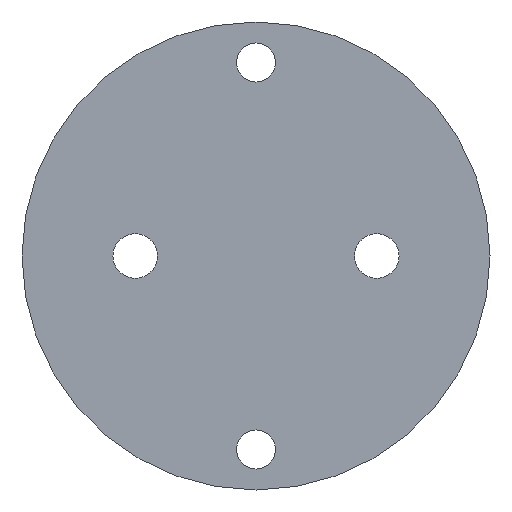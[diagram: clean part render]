
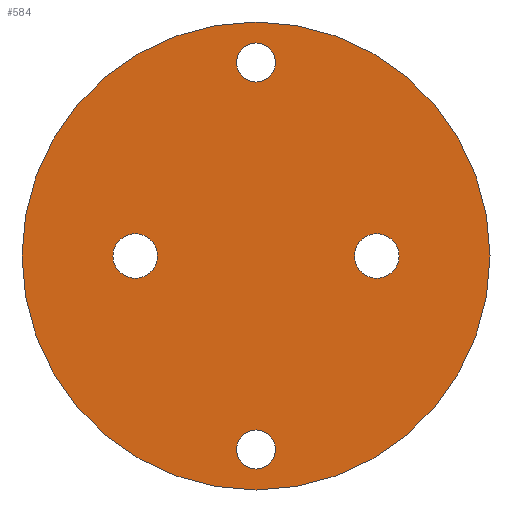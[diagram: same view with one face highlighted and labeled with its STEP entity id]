
A CAD part, front view. The second image highlights one B-rep face of the part: STEP entity #584.
In plain terms, the highlighted planar face has unit normal (0, -1, 0).
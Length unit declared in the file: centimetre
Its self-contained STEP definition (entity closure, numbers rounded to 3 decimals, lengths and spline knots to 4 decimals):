
#4 = AXIS2_PLACEMENT_3D ( 'NONE', #570, #382, #39 ) ;
#7 = CARTESIAN_POINT ( 'NONE',  ( -2.1, -0.5, 0.3875 ) ) ;
#8 = CARTESIAN_POINT ( 'NONE',  ( 0., -0.5, 0. ) ) ;
#9 = AXIS2_PLACEMENT_3D ( 'NONE', #446, #503, #62 ) ;
#14 = CARTESIAN_POINT ( 'NONE',  ( 0., -0.5, -3.7055 ) ) ;
#20 = AXIS2_PLACEMENT_3D ( 'NONE', #8, #160, #449 ) ;
#28 = ORIENTED_EDGE ( 'NONE', *, *, #423, .T. ) ;
#31 = ORIENTED_EDGE ( 'NONE', *, *, #182, .T. ) ;
#39 = DIRECTION ( 'NONE',  ( 0., 0., 1. ) ) ;
#44 = EDGE_LOOP ( 'NONE', ( #526, #622 ) ) ;
#45 = AXIS2_PLACEMENT_3D ( 'NONE', #216, #514, #601 ) ;
#47 = EDGE_LOOP ( 'NONE', ( #578, #28 ) ) ;
#51 = CARTESIAN_POINT ( 'NONE',  ( 0., -0.5, -4.07 ) ) ;
#52 = EDGE_CURVE ( 'NONE', #564, #95, #595, .T. ) ;
#57 = AXIS2_PLACEMENT_3D ( 'NONE', #485, #241, #576 ) ;
#59 = DIRECTION ( 'NONE',  ( 0., 1., 0. ) ) ;
#62 = DIRECTION ( 'NONE',  ( 0., 0., 1. ) ) ;
#69 = CARTESIAN_POINT ( 'NONE',  ( 0., -0.5, 3.3655 ) ) ;
#76 = DIRECTION ( 'NONE',  ( 0., 0., 1. ) ) ;
#83 = ORIENTED_EDGE ( 'NONE', *, *, #135, .T. ) ;
#93 = CARTESIAN_POINT ( 'NONE',  ( 0., -0.5, -3.0255 ) ) ;
#95 = VERTEX_POINT ( 'NONE', #609 ) ;
#102 = PLANE ( 'NONE',  #453 ) ;
#107 = CARTESIAN_POINT ( 'NONE',  ( 2.1, -0.5, 0.3875 ) ) ;
#111 = FACE_BOUND ( 'NONE', #323, .T. ) ;
#113 = DIRECTION ( 'NONE',  ( 0., 1., 0. ) ) ;
#130 = EDGE_LOOP ( 'NONE', ( #272, #425 ) ) ;
#135 = EDGE_CURVE ( 'NONE', #274, #566, #261, .T. ) ;
#149 = CIRCLE ( 'NONE', #458, 0.34 ) ;
#153 = DIRECTION ( 'NONE',  ( 0., 0., 1. ) ) ;
#156 = CARTESIAN_POINT ( 'NONE',  ( -2.1, -0.5, -0.3875 ) ) ;
#160 = DIRECTION ( 'NONE',  ( 0., 1., 0. ) ) ;
#181 = ORIENTED_EDGE ( 'NONE', *, *, #268, .T. ) ;
#182 = EDGE_CURVE ( 'NONE', #308, #475, #149, .T. ) ;
#188 = CIRCLE ( 'NONE', #20, 4.07 ) ;
#197 = CIRCLE ( 'NONE', #57, 0.3875 ) ;
#204 = CARTESIAN_POINT ( 'NONE',  ( 0., -0.5, 3.7055 ) ) ;
#209 = CARTESIAN_POINT ( 'NONE',  ( 0., -0.5, 3.3655 ) ) ;
#210 = DIRECTION ( 'NONE',  ( 0., 1., 0. ) ) ;
#216 = CARTESIAN_POINT ( 'NONE',  ( 0., -0.5, 0. ) ) ;
#231 = CARTESIAN_POINT ( 'NONE',  ( 0., -0.5, 3.0255 ) ) ;
#232 = AXIS2_PLACEMENT_3D ( 'NONE', #515, #365, #76 ) ;
#234 = CIRCLE ( 'NONE', #588, 0.34 ) ;
#241 = DIRECTION ( 'NONE',  ( 0., 1., 0. ) ) ;
#253 = CARTESIAN_POINT ( 'NONE',  ( 0., -0.5, -3.3655 ) ) ;
#261 = CIRCLE ( 'NONE', #232, 0.3875 ) ;
#268 = EDGE_CURVE ( 'NONE', #475, #308, #511, .T. ) ;
#272 = ORIENTED_EDGE ( 'NONE', *, *, #602, .T. ) ;
#274 = VERTEX_POINT ( 'NONE', #555 ) ;
#307 = DIRECTION ( 'NONE',  ( 0., 1., 0. ) ) ;
#308 = VERTEX_POINT ( 'NONE', #231 ) ;
#310 = DIRECTION ( 'NONE',  ( 0., 0., 1. ) ) ;
#323 = EDGE_LOOP ( 'NONE', ( #31, #181 ) ) ;
#364 = DIRECTION ( 'NONE',  ( 0., 0., 1. ) ) ;
#365 = DIRECTION ( 'NONE',  ( 0., 1., 0. ) ) ;
#382 = DIRECTION ( 'NONE',  ( 0., 1., 0. ) ) ;
#383 = EDGE_CURVE ( 'NONE', #624, #559, #477, .T. ) ;
#400 = DIRECTION ( 'NONE',  ( 0., 0., 1. ) ) ;
#401 = DIRECTION ( 'NONE',  ( 0., 0., 1. ) ) ;
#406 = FACE_BOUND ( 'NONE', #47, .T. ) ;
#421 = CIRCLE ( 'NONE', #9, 0.34 ) ;
#423 = EDGE_CURVE ( 'NONE', #559, #624, #197, .T. ) ;
#424 = VERTEX_POINT ( 'NONE', #93 ) ;
#425 = ORIENTED_EDGE ( 'NONE', *, *, #544, .T. ) ;
#430 = EDGE_CURVE ( 'NONE', #95, #564, #188, .T. ) ;
#436 = CIRCLE ( 'NONE', #541, 0.3875 ) ;
#444 = EDGE_CURVE ( 'NONE', #566, #274, #436, .T. ) ;
#446 = CARTESIAN_POINT ( 'NONE',  ( 0., -0.5, -3.3655 ) ) ;
#449 = DIRECTION ( 'NONE',  ( 0., 0., 1. ) ) ;
#453 = AXIS2_PLACEMENT_3D ( 'NONE', #600, #307, #153 ) ;
#458 = AXIS2_PLACEMENT_3D ( 'NONE', #209, #113, #310 ) ;
#461 = DIRECTION ( 'NONE',  ( 0., 1., 0. ) ) ;
#475 = VERTEX_POINT ( 'NONE', #204 ) ;
#477 = CIRCLE ( 'NONE', #4, 0.3875 ) ;
#484 = AXIS2_PLACEMENT_3D ( 'NONE', #69, #461, #364 ) ;
#485 = CARTESIAN_POINT ( 'NONE',  ( -2.1, -0.5, 0. ) ) ;
#497 = FACE_BOUND ( 'NONE', #517, .T. ) ;
#503 = DIRECTION ( 'NONE',  ( 0., 1., 0. ) ) ;
#511 = CIRCLE ( 'NONE', #484, 0.34 ) ;
#514 = DIRECTION ( 'NONE',  ( 0., 1., 0. ) ) ;
#515 = CARTESIAN_POINT ( 'NONE',  ( 2.1, -0.5, 0. ) ) ;
#517 = EDGE_LOOP ( 'NONE', ( #83, #615 ) ) ;
#526 = ORIENTED_EDGE ( 'NONE', *, *, #430, .F. ) ;
#541 = AXIS2_PLACEMENT_3D ( 'NONE', #549, #59, #401 ) ;
#544 = EDGE_CURVE ( 'NONE', #424, #575, #234, .T. ) ;
#548 = FACE_BOUND ( 'NONE', #130, .T. ) ;
#549 = CARTESIAN_POINT ( 'NONE',  ( 2.1, -0.5, 0. ) ) ;
#555 = CARTESIAN_POINT ( 'NONE',  ( 2.1, -0.5, -0.3875 ) ) ;
#559 = VERTEX_POINT ( 'NONE', #7 ) ;
#564 = VERTEX_POINT ( 'NONE', #51 ) ;
#566 = VERTEX_POINT ( 'NONE', #107 ) ;
#570 = CARTESIAN_POINT ( 'NONE',  ( -2.1, -0.5, 0. ) ) ;
#575 = VERTEX_POINT ( 'NONE', #14 ) ;
#576 = DIRECTION ( 'NONE',  ( 0., 0., 1. ) ) ;
#578 = ORIENTED_EDGE ( 'NONE', *, *, #383, .T. ) ;
#584 = ADVANCED_FACE ( 'NONE', ( #406, #497, #111, #548, #593 ), #102, .F. ) ;
#588 = AXIS2_PLACEMENT_3D ( 'NONE', #253, #210, #400 ) ;
#593 = FACE_OUTER_BOUND ( 'NONE', #44, .T. ) ;
#595 = CIRCLE ( 'NONE', #45, 4.07 ) ;
#600 = CARTESIAN_POINT ( 'NONE',  ( 0., -0.5, 0. ) ) ;
#601 = DIRECTION ( 'NONE',  ( 0., 0., 1. ) ) ;
#602 = EDGE_CURVE ( 'NONE', #575, #424, #421, .T. ) ;
#609 = CARTESIAN_POINT ( 'NONE',  ( 0., -0.5, 4.07 ) ) ;
#615 = ORIENTED_EDGE ( 'NONE', *, *, #444, .T. ) ;
#622 = ORIENTED_EDGE ( 'NONE', *, *, #52, .F. ) ;
#624 = VERTEX_POINT ( 'NONE', #156 ) ;
